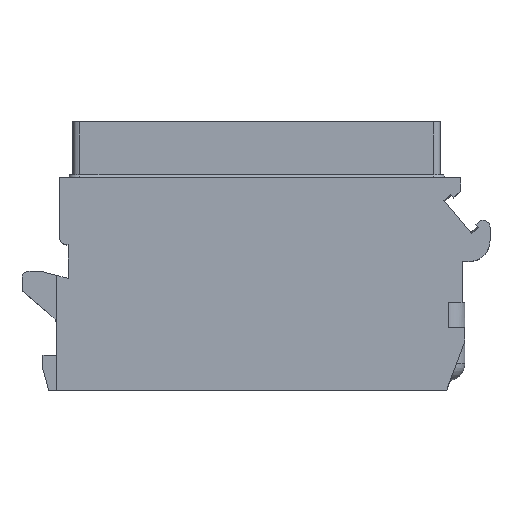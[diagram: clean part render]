
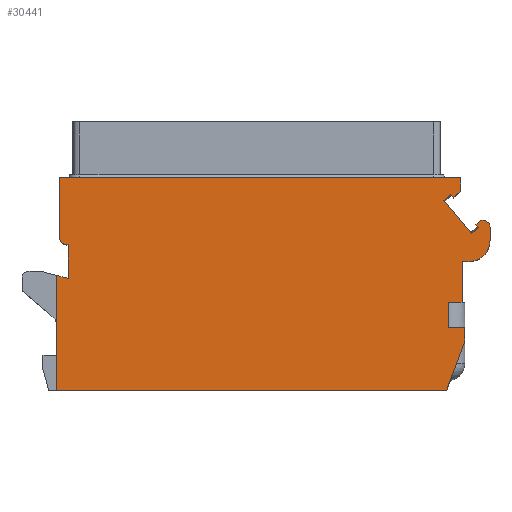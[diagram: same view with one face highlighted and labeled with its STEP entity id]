
A CAD part, top view. The second image highlights one B-rep face of the part: STEP entity #30441.
In plain terms, the highlighted planar face has unit normal (0, 0, 1).
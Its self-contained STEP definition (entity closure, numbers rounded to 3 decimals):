
#98=DIRECTION('',(0.643,-0.766,0.));
#99=VECTOR('',#98,0.3);
#100=CARTESIAN_POINT('',(15.698,11.873,7.));
#101=LINE('',#100,#99);
#102=DIRECTION('',(0.766,0.643,0.));
#103=VECTOR('',#102,0.236);
#104=CARTESIAN_POINT('',(15.698,11.873,7.));
#105=LINE('',#104,#103);
#106=DIRECTION('',(0.,1.,0.));
#107=VECTOR('',#106,0.942);
#108=CARTESIAN_POINT('',(16.7,10.7,7.));
#109=LINE('',#108,#107);
#110=DIRECTION('',(-1.,0.,0.));
#111=VECTOR('',#110,0.5);
#112=CARTESIAN_POINT('',(15.2,9.2,7.));
#113=LINE('',#112,#111);
#114=DIRECTION('',(0.,-1.,0.));
#115=VECTOR('',#114,2.9);
#116=CARTESIAN_POINT('',(14.7,9.2,7.));
#117=LINE('',#116,#115);
#118=DIRECTION('',(-1.,0.,0.));
#119=VECTOR('',#118,1.);
#120=CARTESIAN_POINT('',(14.7,6.3,7.));
#121=LINE('',#120,#119);
#122=DIRECTION('',(0.,-1.,0.));
#123=VECTOR('',#122,1.8);
#124=CARTESIAN_POINT('',(13.7,6.3,7.));
#125=LINE('',#124,#123);
#126=DIRECTION('',(1.,0.,0.));
#127=VECTOR('',#126,1.2);
#128=CARTESIAN_POINT('',(13.7,4.5,7.));
#129=LINE('',#128,#127);
#130=DIRECTION('',(0.,-1.,0.));
#131=VECTOR('',#130,1.);
#132=CARTESIAN_POINT('',(14.9,4.5,7.));
#133=LINE('',#132,#131);
#134=DIRECTION('',(-0.348,-0.937,0.));
#135=VECTOR('',#134,3.734);
#136=CARTESIAN_POINT('',(14.9,3.5,7.));
#137=LINE('',#136,#135);
#138=DIRECTION('',(1.,0.,0.));
#139=VECTOR('',#138,27.9);
#140=CARTESIAN_POINT('',(-14.3,0.,7.));
#141=LINE('',#140,#139);
#142=DIRECTION('',(0.966,-0.259,0.));
#143=VECTOR('',#142,0.828);
#144=CARTESIAN_POINT('',(-14.3,8.205,7.));
#145=LINE('',#144,#143);
#146=DIRECTION('',(0.,1.,0.));
#147=VECTOR('',#146,2.409);
#148=CARTESIAN_POINT('',(-13.5,7.991,7.));
#149=LINE('',#148,#147);
#150=DIRECTION('',(-1.,0.,0.));
#151=VECTOR('',#150,0.1);
#152=CARTESIAN_POINT('',(-13.5,10.4,7.));
#153=LINE('',#152,#151);
#154=CARTESIAN_POINT('',(-13.6,10.9,7.));
#155=DIRECTION('',(0.,0.,1.));
#156=DIRECTION('',(-1.,0.,0.));
#157=AXIS2_PLACEMENT_3D('',#154,#155,#156);
#159=DIRECTION('',(0.,-1.,0.));
#160=VECTOR('',#159,4.3);
#161=CARTESIAN_POINT('',(-14.1,15.2,7.));
#162=LINE('',#161,#160);
#163=DIRECTION('',(-1.,0.,0.));
#164=VECTOR('',#163,28.7);
#165=CARTESIAN_POINT('',(14.6,15.2,7.));
#166=LINE('',#165,#164);
#167=DIRECTION('',(0.,-1.,0.));
#168=VECTOR('',#167,0.985);
#169=CARTESIAN_POINT('',(14.6,15.2,7.));
#170=LINE('',#169,#168);
#171=DIRECTION('',(-0.766,-0.643,0.));
#172=VECTOR('',#171,0.665);
#173=CARTESIAN_POINT('',(14.6,14.215,7.));
#174=LINE('',#173,#172);
#175=DIRECTION('',(0.643,-0.766,0.));
#176=VECTOR('',#175,0.3);
#177=CARTESIAN_POINT('',(13.898,14.018,7.));
#178=LINE('',#177,#176);
#179=DIRECTION('',(0.643,-0.766,0.));
#180=VECTOR('',#179,3.1);
#181=CARTESIAN_POINT('',(13.4,13.6,7.));
#182=LINE('',#181,#180);
#195=CARTESIAN_POINT('',(16.2,11.642,7.));
#196=DIRECTION('',(0.,0.,1.));
#197=DIRECTION('',(1.,0.,0.));
#198=AXIS2_PLACEMENT_3D('',#195,#196,#197);
#222=CARTESIAN_POINT('',(15.2,10.7,7.));
#223=DIRECTION('',(0.,0.,-1.));
#224=DIRECTION('',(1.,0.,0.));
#225=AXIS2_PLACEMENT_3D('',#222,#223,#224);
#448=DIRECTION('',(0.,-1.,0.));
#449=VECTOR('',#448,8.205);
#450=CARTESIAN_POINT('',(-14.3,8.205,7.));
#451=LINE('',#450,#449);
#664=DIRECTION('',(0.766,0.643,0.));
#665=VECTOR('',#664,0.65);
#666=CARTESIAN_POINT('',(13.4,13.6,7.));
#667=LINE('',#666,#665);
#688=DIRECTION('',(-0.766,-0.643,0.));
#689=VECTOR('',#688,0.65);
#690=CARTESIAN_POINT('',(15.891,11.643,7.));
#691=LINE('',#690,#689);
#23516=CARTESIAN_POINT('',(-13.5,7.991,7.));
#23517=CARTESIAN_POINT('',(-13.5,10.4,7.));
#23518=VERTEX_POINT('',#23516);
#23519=VERTEX_POINT('',#23517);
#23520=CARTESIAN_POINT('',(-14.1,10.9,7.));
#23521=CARTESIAN_POINT('',(-13.6,10.4,7.));
#23522=VERTEX_POINT('',#23520);
#23523=VERTEX_POINT('',#23521);
#23524=CARTESIAN_POINT('',(-14.1,15.2,7.));
#23525=VERTEX_POINT('',#23524);
#23526=CARTESIAN_POINT('',(-14.3,8.205,7.));
#23528=VERTEX_POINT('',#23526);
#23538=CARTESIAN_POINT('',(-14.3,0.,7.));
#23539=VERTEX_POINT('',#23538);
#23582=CARTESIAN_POINT('',(14.7,9.2,7.));
#23584=VERTEX_POINT('',#23582);
#23598=CARTESIAN_POINT('',(14.7,6.3,7.));
#23599=CARTESIAN_POINT('',(13.7,6.3,7.));
#23600=VERTEX_POINT('',#23598);
#23601=VERTEX_POINT('',#23599);
#23602=CARTESIAN_POINT('',(13.7,4.5,7.));
#23603=VERTEX_POINT('',#23602);
#23604=CARTESIAN_POINT('',(14.9,4.5,7.));
#23605=VERTEX_POINT('',#23604);
#23606=CARTESIAN_POINT('',(14.9,3.5,7.));
#23607=VERTEX_POINT('',#23606);
#23608=CARTESIAN_POINT('',(13.6,0.,7.));
#23609=VERTEX_POINT('',#23608);
#23611=CARTESIAN_POINT('',(16.7,10.7,7.));
#23613=VERTEX_POINT('',#23611);
#23615=CARTESIAN_POINT('',(15.2,9.2,7.));
#23617=VERTEX_POINT('',#23615);
#23639=CARTESIAN_POINT('',(14.6,15.2,7.));
#23640=CARTESIAN_POINT('',(14.6,14.215,7.));
#23641=VERTEX_POINT('',#23639);
#23642=VERTEX_POINT('',#23640);
#23644=CARTESIAN_POINT('',(16.7,11.642,7.));
#23646=VERTEX_POINT('',#23644);
#23648=CARTESIAN_POINT('',(15.879,12.025,7.));
#23650=VERTEX_POINT('',#23648);
#26189=CARTESIAN_POINT('',(15.393,11.225,7.));
#26191=VERTEX_POINT('',#26189);
#26199=CARTESIAN_POINT('',(13.4,13.6,7.));
#26200=VERTEX_POINT('',#26199);
#26205=CARTESIAN_POINT('',(14.091,13.788,7.));
#26206=VERTEX_POINT('',#26205);
#26208=CARTESIAN_POINT('',(13.898,14.018,7.));
#26210=VERTEX_POINT('',#26208);
#26215=CARTESIAN_POINT('',(15.698,11.873,7.));
#26216=VERTEX_POINT('',#26215);
#26217=CARTESIAN_POINT('',(15.891,11.643,7.));
#26219=VERTEX_POINT('',#26217);
#30383=CARTESIAN_POINT('',(0.,0.,7.));
#30384=DIRECTION('',(0.,0.,1.));
#30385=DIRECTION('',(1.,0.,0.));
#30386=AXIS2_PLACEMENT_3D('',#30383,#30384,#30385);
#30387=PLANE('',#30386);
#30388=ORIENTED_EDGE('',*,*,#30373,.F.);
#30390=ORIENTED_EDGE('',*,*,#30389,.T.);
#30392=ORIENTED_EDGE('',*,*,#30391,.F.);
#30394=ORIENTED_EDGE('',*,*,#30393,.F.);
#30396=ORIENTED_EDGE('',*,*,#30395,.T.);
#30398=ORIENTED_EDGE('',*,*,#30397,.T.);
#30400=ORIENTED_EDGE('',*,*,#30399,.T.);
#30402=ORIENTED_EDGE('',*,*,#30401,.T.);
#30404=ORIENTED_EDGE('',*,*,#30403,.T.);
#30406=ORIENTED_EDGE('',*,*,#30405,.T.);
#30408=ORIENTED_EDGE('',*,*,#30407,.T.);
#30410=ORIENTED_EDGE('',*,*,#30409,.T.);
#30412=ORIENTED_EDGE('',*,*,#30411,.F.);
#30414=ORIENTED_EDGE('',*,*,#30413,.F.);
#30416=ORIENTED_EDGE('',*,*,#30415,.T.);
#30418=ORIENTED_EDGE('',*,*,#30417,.T.);
#30420=ORIENTED_EDGE('',*,*,#30419,.T.);
#30422=ORIENTED_EDGE('',*,*,#30421,.F.);
#30424=ORIENTED_EDGE('',*,*,#30423,.F.);
#30426=ORIENTED_EDGE('',*,*,#30425,.F.);
#30428=ORIENTED_EDGE('',*,*,#30427,.T.);
#30430=ORIENTED_EDGE('',*,*,#30429,.T.);
#30432=ORIENTED_EDGE('',*,*,#30431,.F.);
#30434=ORIENTED_EDGE('',*,*,#30433,.F.);
#30436=ORIENTED_EDGE('',*,*,#30435,.T.);
#30438=ORIENTED_EDGE('',*,*,#30437,.F.);
#30439=EDGE_LOOP('',(#30388,#30390,#30392,#30394,#30396,#30398,#30400,#30402,
#30404,#30406,#30408,#30410,#30412,#30414,#30416,#30418,#30420,#30422,#30424,
#30426,#30428,#30430,#30432,#30434,#30436,#30438));
#30440=FACE_OUTER_BOUND('',#30439,.F.);
#30441=ADVANCED_FACE('',(#30440),#30387,.T.);
#158=CIRCLE('',#157,0.5);
#199=CIRCLE('',#198,0.5);
#226=CIRCLE('',#225,1.5);
#30373=EDGE_CURVE('',#26216,#26219,#101,.T.);
#30389=EDGE_CURVE('',#26216,#23650,#105,.T.);
#30391=EDGE_CURVE('',#23646,#23650,#199,.T.);
#30393=EDGE_CURVE('',#23613,#23646,#109,.T.);
#30395=EDGE_CURVE('',#23613,#23617,#226,.T.);
#30397=EDGE_CURVE('',#23617,#23584,#113,.T.);
#30399=EDGE_CURVE('',#23584,#23600,#117,.T.);
#30401=EDGE_CURVE('',#23600,#23601,#121,.T.);
#30403=EDGE_CURVE('',#23601,#23603,#125,.T.);
#30405=EDGE_CURVE('',#23603,#23605,#129,.T.);
#30407=EDGE_CURVE('',#23605,#23607,#133,.T.);
#30409=EDGE_CURVE('',#23607,#23609,#137,.T.);
#30411=EDGE_CURVE('',#23539,#23609,#141,.T.);
#30413=EDGE_CURVE('',#23528,#23539,#451,.T.);
#30415=EDGE_CURVE('',#23528,#23518,#145,.T.);
#30417=EDGE_CURVE('',#23518,#23519,#149,.T.);
#30419=EDGE_CURVE('',#23519,#23523,#153,.T.);
#30421=EDGE_CURVE('',#23522,#23523,#158,.T.);
#30423=EDGE_CURVE('',#23525,#23522,#162,.T.);
#30425=EDGE_CURVE('',#23641,#23525,#166,.T.);
#30427=EDGE_CURVE('',#23641,#23642,#170,.T.);
#30429=EDGE_CURVE('',#23642,#26206,#174,.T.);
#30431=EDGE_CURVE('',#26210,#26206,#178,.T.);
#30433=EDGE_CURVE('',#26200,#26210,#667,.T.);
#30435=EDGE_CURVE('',#26200,#26191,#182,.T.);
#30437=EDGE_CURVE('',#26219,#26191,#691,.T.);
